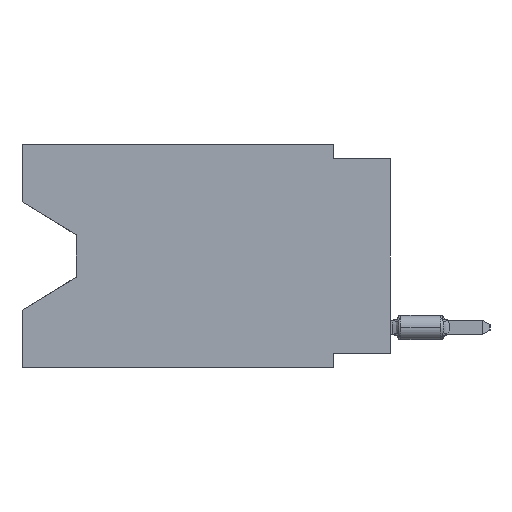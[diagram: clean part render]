
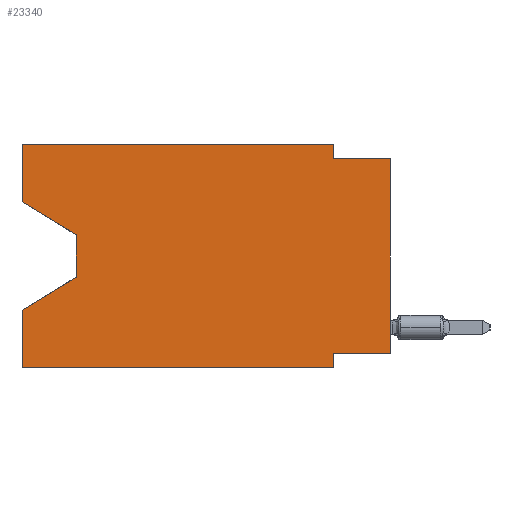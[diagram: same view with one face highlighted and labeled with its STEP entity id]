
A CAD part, left-side view. The second image highlights one B-rep face of the part: STEP entity #23340.
In plain terms, the highlighted planar face has unit normal (-1, 0, 0).
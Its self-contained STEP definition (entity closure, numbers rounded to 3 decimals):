
#137 = ORIENTED_EDGE ( 'NONE', *, *, #28060, .F. ) ;
#182 = LINE ( 'NONE', #21391, #20465 ) ;
#672 = VECTOR ( 'NONE', #21204, 1000. ) ;
#1331 = LINE ( 'NONE', #4462, #22049 ) ;
#1718 = ORIENTED_EDGE ( 'NONE', *, *, #5467, .T. ) ;
#2313 = LINE ( 'NONE', #26258, #36891 ) ;
#3251 = ORIENTED_EDGE ( 'NONE', *, *, #32344, .T. ) ;
#3611 = EDGE_CURVE ( 'NONE', #15345, #35975, #5951, .T. ) ;
#3950 = EDGE_LOOP ( 'NONE', ( #33762, #8388, #34811, #23480, #1718, #32585, #137, #3251, #24037, #38415, #27975, #30715 ) ) ;
#4457 = VERTEX_POINT ( 'NONE', #37669 ) ;
#4462 = CARTESIAN_POINT ( 'NONE',  ( 0., 2.54, 0. ) ) ;
#4840 = CARTESIAN_POINT ( 'NONE',  ( 0., 16.383, 0. ) ) ;
#4851 = DIRECTION ( 'NONE',  ( 0., 0., -1. ) ) ;
#5113 = DIRECTION ( 'NONE',  ( 1., 0., 0. ) ) ;
#5467 = EDGE_CURVE ( 'NONE', #24591, #6741, #35763, .T. ) ;
#5610 = VECTOR ( 'NONE', #29171, 1000. ) ;
#5951 = LINE ( 'NONE', #18122, #13883 ) ;
#6011 = CARTESIAN_POINT ( 'NONE',  ( 0., 2.54, 0. ) ) ;
#6741 = VERTEX_POINT ( 'NONE', #33394 ) ;
#6803 = CARTESIAN_POINT ( 'NONE',  ( 0., 16.383, -2.546 ) ) ;
#6854 = VERTEX_POINT ( 'NONE', #31766 ) ;
#7300 = DIRECTION ( 'NONE',  ( 0., 0., -1. ) ) ;
#7981 = LINE ( 'NONE', #4840, #5610 ) ;
#8388 = ORIENTED_EDGE ( 'NONE', *, *, #36806, .T. ) ;
#8765 = CARTESIAN_POINT ( 'NONE',  ( 0., 16.383, 0. ) ) ;
#8821 = VERTEX_POINT ( 'NONE', #17680 ) ;
#8842 = CARTESIAN_POINT ( 'NONE',  ( 0., 0., -0.635 ) ) ;
#9263 = AXIS2_PLACEMENT_3D ( 'NONE', #28490, #5113, #25539 ) ;
#11940 = CARTESIAN_POINT ( 'NONE',  ( 0., 16.383, -2.546 ) ) ;
#12692 = CARTESIAN_POINT ( 'NONE',  ( 0., 2.54, -0.635 ) ) ;
#13883 = VECTOR ( 'NONE', #24013, 1000. ) ;
#13969 = CARTESIAN_POINT ( 'NONE',  ( 0., 16.383, -9.906 ) ) ;
#14119 = EDGE_CURVE ( 'NONE', #34506, #4457, #35222, .T. ) ;
#14419 = EDGE_CURVE ( 'NONE', #20128, #6854, #18018, .T. ) ;
#14714 = EDGE_CURVE ( 'NONE', #18973, #34506, #1331, .T. ) ;
#15101 = CARTESIAN_POINT ( 'NONE',  ( 0., 16.383, -7.36 ) ) ;
#15194 = LINE ( 'NONE', #26981, #28644 ) ;
#15345 = VERTEX_POINT ( 'NONE', #28691 ) ;
#17573 = DIRECTION ( 'NONE',  ( 0., 0., -1. ) ) ;
#17680 = CARTESIAN_POINT ( 'NONE',  ( 0., 2.54, -9.271 ) ) ;
#18018 = LINE ( 'NONE', #11940, #25174 ) ;
#18122 = CARTESIAN_POINT ( 'NONE',  ( 0., 13.97, -5.893 ) ) ;
#18133 = CARTESIAN_POINT ( 'NONE',  ( 0., 0., 0. ) ) ;
#18973 = VERTEX_POINT ( 'NONE', #6011 ) ;
#19873 = CARTESIAN_POINT ( 'NONE',  ( 0., 16.383, -9.906 ) ) ;
#20071 = VERTEX_POINT ( 'NONE', #8765 ) ;
#20128 = VERTEX_POINT ( 'NONE', #6803 ) ;
#20172 = LINE ( 'NONE', #38616, #25978 ) ;
#20465 = VECTOR ( 'NONE', #20992, 1000. ) ;
#20992 = DIRECTION ( 'NONE',  ( 0., -1., 0. ) ) ;
#21204 = DIRECTION ( 'NONE',  ( 0., -1., 0. ) ) ;
#21391 = CARTESIAN_POINT ( 'NONE',  ( 0., 16.383, 0. ) ) ;
#22049 = VECTOR ( 'NONE', #4851, 1000. ) ;
#22418 = CARTESIAN_POINT ( 'NONE',  ( 0., 2.54, -9.906 ) ) ;
#23340 = ADVANCED_FACE ( 'NONE', ( #37534 ), #31453, .F. ) ;
#23480 = ORIENTED_EDGE ( 'NONE', *, *, #29522, .F. ) ;
#24013 = DIRECTION ( 'NONE',  ( 0., 0.855, -0.519 ) ) ;
#24037 = ORIENTED_EDGE ( 'NONE', *, *, #14119, .F. ) ;
#24591 = VERTEX_POINT ( 'NONE', #13969 ) ;
#24655 = VECTOR ( 'NONE', #36411, 1000. ) ;
#24695 = EDGE_CURVE ( 'NONE', #20071, #18973, #182, .T. ) ;
#25174 = VECTOR ( 'NONE', #35700, 1000. ) ;
#25539 = DIRECTION ( 'NONE',  ( 0., 0., -1. ) ) ;
#25978 = VECTOR ( 'NONE', #38429, 1000. ) ;
#26258 = CARTESIAN_POINT ( 'NONE',  ( 0., 0., -9.271 ) ) ;
#26981 = CARTESIAN_POINT ( 'NONE',  ( 0., 13.97, -4.013 ) ) ;
#27975 = ORIENTED_EDGE ( 'NONE', *, *, #24695, .F. ) ;
#28060 = EDGE_CURVE ( 'NONE', #38189, #8821, #2313, .T. ) ;
#28232 = VECTOR ( 'NONE', #34995, 1000. ) ;
#28490 = CARTESIAN_POINT ( 'NONE',  ( 0., 16.383, 0. ) ) ;
#28496 = LINE ( 'NONE', #22418, #33610 ) ;
#28644 = VECTOR ( 'NONE', #17573, 1000. ) ;
#28691 = CARTESIAN_POINT ( 'NONE',  ( 0., 13.97, -5.893 ) ) ;
#29171 = DIRECTION ( 'NONE',  ( 0., 0., 1. ) ) ;
#29522 = EDGE_CURVE ( 'NONE', #24591, #35975, #7981, .T. ) ;
#30715 = ORIENTED_EDGE ( 'NONE', *, *, #31722, .F. ) ;
#31453 = PLANE ( 'NONE',  #9263 ) ;
#31722 = EDGE_CURVE ( 'NONE', #20128, #20071, #20172, .T. ) ;
#31766 = CARTESIAN_POINT ( 'NONE',  ( 0., 13.97, -4.013 ) ) ;
#32344 = EDGE_CURVE ( 'NONE', #38189, #4457, #33074, .T. ) ;
#32585 = ORIENTED_EDGE ( 'NONE', *, *, #35721, .F. ) ;
#33074 = LINE ( 'NONE', #18133, #24655 ) ;
#33394 = CARTESIAN_POINT ( 'NONE',  ( 0., 2.54, -9.906 ) ) ;
#33610 = VECTOR ( 'NONE', #7300, 1000. ) ;
#33762 = ORIENTED_EDGE ( 'NONE', *, *, #14419, .T. ) ;
#34506 = VERTEX_POINT ( 'NONE', #12692 ) ;
#34811 = ORIENTED_EDGE ( 'NONE', *, *, #3611, .T. ) ;
#34995 = DIRECTION ( 'NONE',  ( 0., -1., 0. ) ) ;
#35222 = LINE ( 'NONE', #8842, #672 ) ;
#35700 = DIRECTION ( 'NONE',  ( 0., -0.855, -0.519 ) ) ;
#35721 = EDGE_CURVE ( 'NONE', #8821, #6741, #28496, .T. ) ;
#35763 = LINE ( 'NONE', #19873, #28232 ) ;
#35975 = VERTEX_POINT ( 'NONE', #15101 ) ;
#36411 = DIRECTION ( 'NONE',  ( 0., 0., 1. ) ) ;
#36806 = EDGE_CURVE ( 'NONE', #6854, #15345, #15194, .T. ) ;
#36891 = VECTOR ( 'NONE', #38255, 1000. ) ;
#37030 = CARTESIAN_POINT ( 'NONE',  ( 0., 0., -9.271 ) ) ;
#37534 = FACE_OUTER_BOUND ( 'NONE', #3950, .T. ) ;
#37669 = CARTESIAN_POINT ( 'NONE',  ( 0., 0., -0.635 ) ) ;
#38189 = VERTEX_POINT ( 'NONE', #37030 ) ;
#38255 = DIRECTION ( 'NONE',  ( 0., 1., 0. ) ) ;
#38415 = ORIENTED_EDGE ( 'NONE', *, *, #14714, .F. ) ;
#38429 = DIRECTION ( 'NONE',  ( 0., 0., 1. ) ) ;
#38616 = CARTESIAN_POINT ( 'NONE',  ( 0., 16.383, 0. ) ) ;
